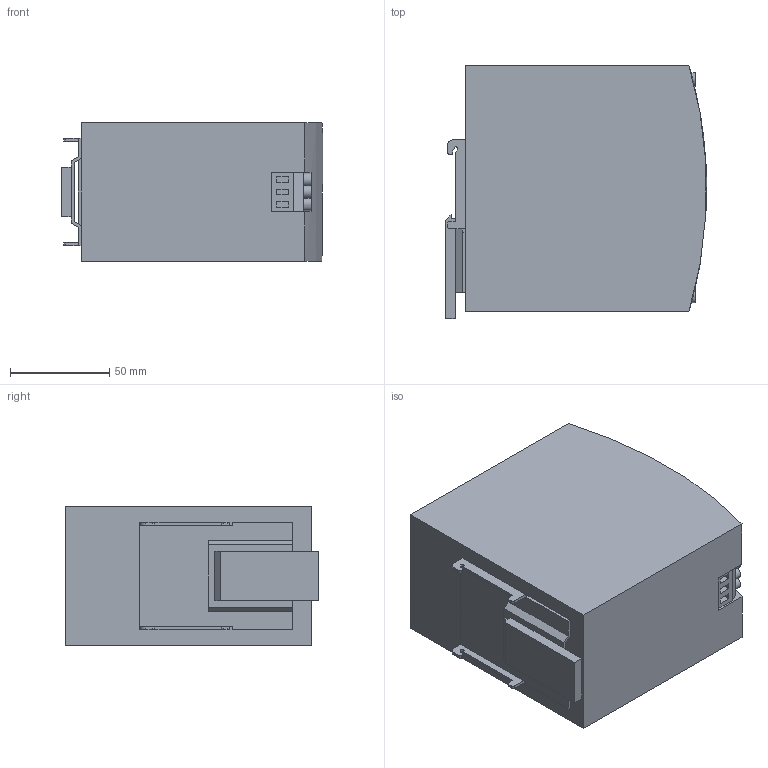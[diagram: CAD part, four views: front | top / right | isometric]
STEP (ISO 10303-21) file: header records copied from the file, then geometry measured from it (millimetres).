
FILE_DESCRIPTION(('STEP AP203'), '1');
FILE_NAME('Áëîê ïèòàíèÿ OPSE 220Â AC 24B DC 480Âò ONI', '', ('UNSPECIFIED'), ('UNSPECIFIED'), 'ASCON STEP Converter 1.6', 'ASCON Math Kernel', '');
FILE_SCHEMA(('CONFIG_CONTROL_DESIGN'));
Length unit declared in the file: millimetre
Bounding box: 131.67 x 127.5 x 70 mm (x, y, z)
Volume: 1039946.8 mm3; surface area: 71658.3 mm2
Topology: 1 solids, 1 shells, 395 faces, 1050 edges, 700 vertices
Faces by surface type: plane 318, cylinder 73, bspline 4
Full cylindrical faces by diameter (mm): 3.8 x2, 4 x2, 5.2 x11, 8 x1
Entity records: 16623 total; most frequent: CARTESIAN_POINT 3609, ORIENTED_EDGE 2068, DIRECTION 1901, EDGE_CURVE 1034, LINE 849, VECTOR 849, VERTEX_POINT 700, AXIS2_PLACEMENT_3D 526
